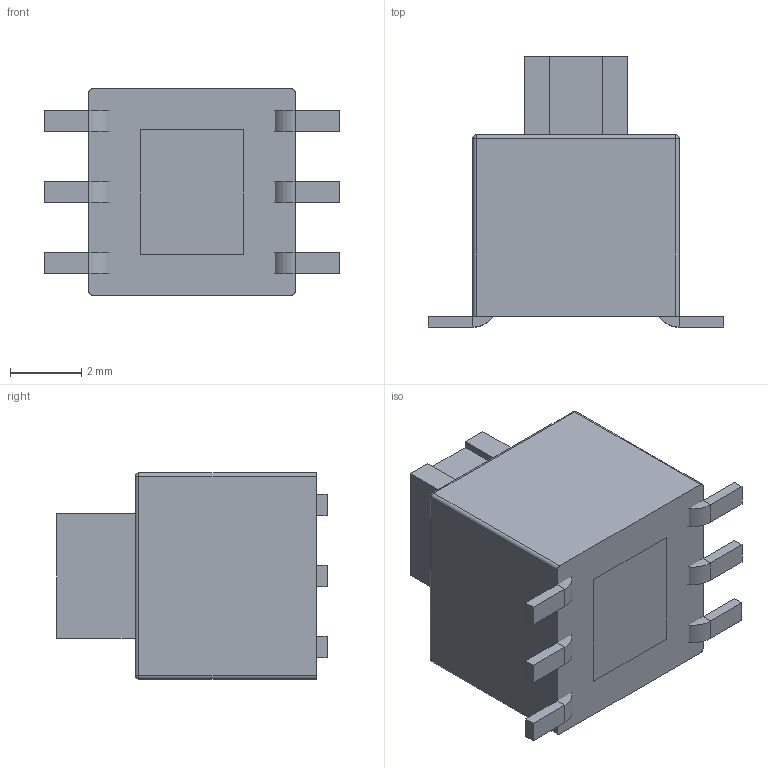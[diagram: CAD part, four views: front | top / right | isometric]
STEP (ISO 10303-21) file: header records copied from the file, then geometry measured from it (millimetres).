
FILE_DESCRIPTION (( 'STEP AP214' ), '1' );
FILE_NAME ('5.8x5.8_6p.STEP', '2022-06-05T11:11:23', ( '' ), ( '' ), 'SwSTEP 2.0', 'SolidWorks 2020', '' );
FILE_SCHEMA (( 'AUTOMOTIVE_DESIGN' ));
Length unit declared in the file: millimetre
Products named in the file (3): Button_Body; pin; 5.8x5.8_6p
Assembly tree (7 placements, depth 2):
  5.8x5.8_6p
    pin  x6
    Button_Body
Bounding box: 8.3 x 7.6 x 5.8 mm (x, y, z)
Volume: 199.4 mm3; surface area: 416.8 mm2
Topology: 8 solids, 8 shells, 120 faces, 252 edges, 144 vertices
Faces by surface type: plane 92, cylinder 24, sphere 4
Entity records: 2033 total; most frequent: CARTESIAN_POINT 244, DIRECTION 244, ORIENTED_EDGE 216, EDGE_CURVE 108, VECTOR 84, LINE 84, AXIS2_PLACEMENT_3D 80, VERTEX_POINT 64
